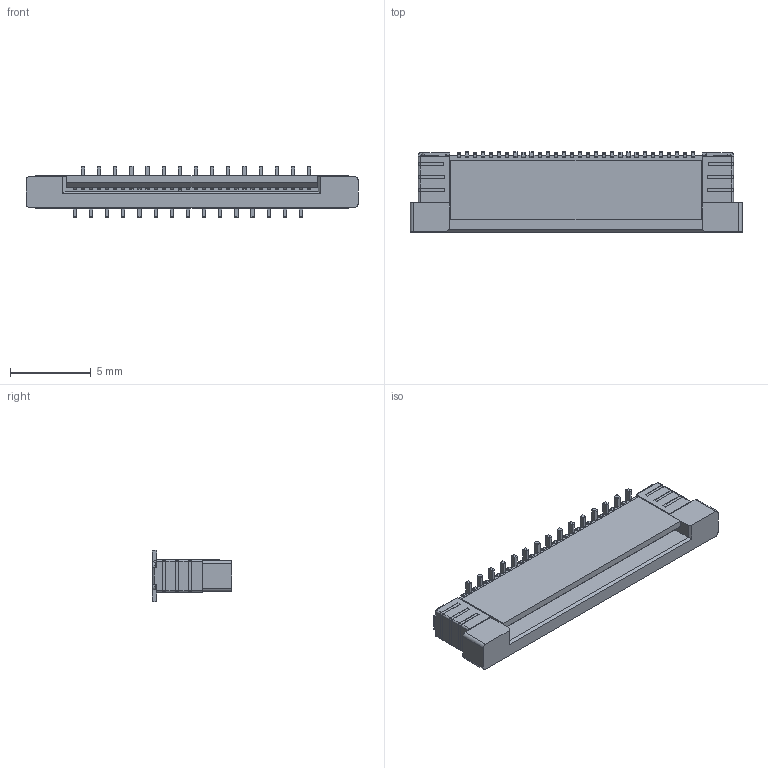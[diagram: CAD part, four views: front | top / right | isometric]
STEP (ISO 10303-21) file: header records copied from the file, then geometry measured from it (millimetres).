
FILE_DESCRIPTION((''),'2;1');
FILE_NAME('FFC05012-30SSA124W5M_ASM','2025-07-11T',('工程三'),(''),'PRO/ENGINEER BY PARAMETRIC TECHNOLOGY CORPORATION, 2010280','PRO/ENGINEER BY PARAMETRIC TECHNOLOGY CORPORATION, 2010280','');
FILE_SCHEMA(('CONFIG_CONTROL_DESIGN'));
Length unit declared in the file: millimetre
Products named in the file (1): FFC05012-30SSA124W5M_ASM
Bounding box: 20.55 x 4.95 x 3.2 mm (x, y, z)
Volume: 153.4 mm3; surface area: 549.4 mm2
Topology: 1 solids, 3 shells, 1404 faces, 3921 edges, 2517 vertices
Faces by surface type: plane 959, cylinder 445
Entity records: 44800 total; most frequent: CARTESIAN_POINT 7979, ORIENTED_EDGE 7842, DIRECTION 7655, EDGE_CURVE 3921, VECTOR 2935, LINE 2935, VERTEX_POINT 2517, AXIS2_PLACEMENT_3D 2360
